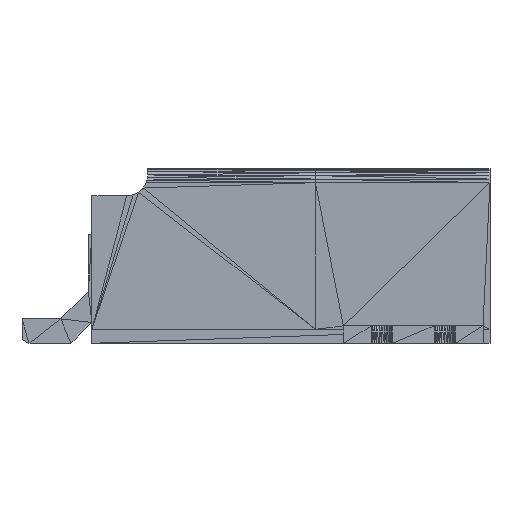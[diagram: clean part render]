
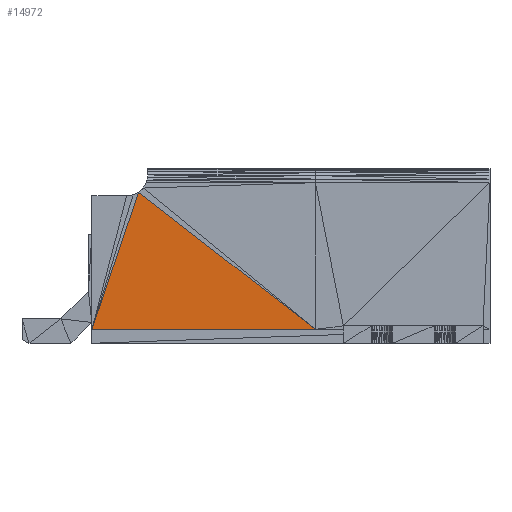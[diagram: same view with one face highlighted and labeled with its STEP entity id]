
A CAD part, left-side view. The second image highlights one B-rep face of the part: STEP entity #14972.
In plain terms, the highlighted planar face has unit normal (-1, 0, 0).
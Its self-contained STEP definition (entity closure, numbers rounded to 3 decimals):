
#1248=FACE_OUTER_BOUND('',#2496,.T.);
#2496=EDGE_LOOP('',(#12446,#12447,#12448));
#4369=LINE('',#24332,#6241);
#4370=LINE('',#24333,#6242);
#4371=LINE('',#24334,#6243);
#6241=VECTOR('',#20577,1.);
#6242=VECTOR('',#20578,1.);
#6243=VECTOR('',#20579,1.);
#6480=VERTEX_POINT('',#21476);
#6655=VERTEX_POINT('',#22536);
#6834=VERTEX_POINT('',#23688);
#8733=EDGE_CURVE('',#6480,#6655,#4369,.T.);
#8734=EDGE_CURVE('',#6480,#6834,#4370,.T.);
#8735=EDGE_CURVE('',#6834,#6655,#4371,.T.);
#12446=ORIENTED_EDGE('',*,*,#8733,.F.);
#12447=ORIENTED_EDGE('',*,*,#8734,.T.);
#12448=ORIENTED_EDGE('',*,*,#8735,.T.);
#13724=PLANE('',#16234);
#14972=ADVANCED_FACE('',(#1248),#13724,.T.);
#16234=AXIS2_PLACEMENT_3D('',#24331,#20575,#20576);
#20575=DIRECTION('center_axis',(-1.,0.,0.));
#20576=DIRECTION('ref_axis',(0.,0.,1.));
#20577=DIRECTION('',(0.,1.,0.));
#20578=DIRECTION('',(0.,0.79,0.613));
#20579=DIRECTION('',(0.,0.323,-0.947));
#21476=CARTESIAN_POINT('',(-7.45,-3.2,0.));
#22536=CARTESIAN_POINT('',(-7.45,0.,0.));
#23688=CARTESIAN_POINT('',(-7.45,-0.669,1.962));
#24331=CARTESIAN_POINT('Origin',(-7.45,-0.669,1.962));
#24332=CARTESIAN_POINT('',(-7.45,-3.2,0.));
#24333=CARTESIAN_POINT('',(-7.45,-3.2,0.));
#24334=CARTESIAN_POINT('',(-7.45,-0.669,1.962));
